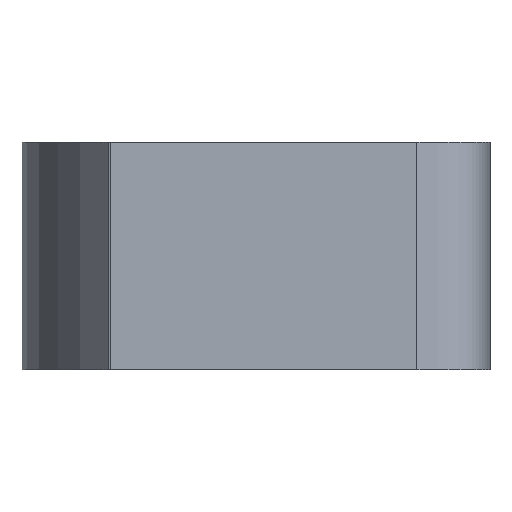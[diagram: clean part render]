
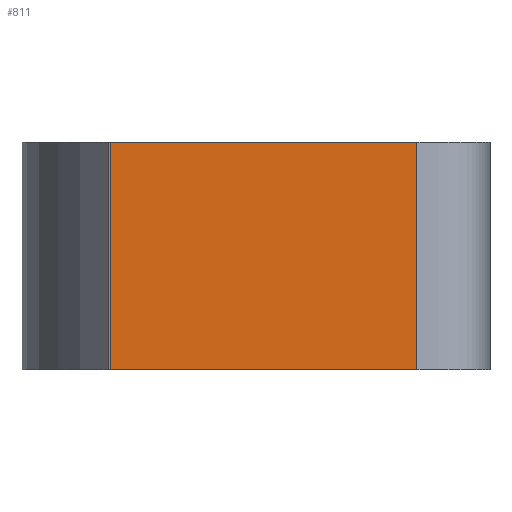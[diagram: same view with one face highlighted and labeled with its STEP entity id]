
A CAD part, left-side view. The second image highlights one B-rep face of the part: STEP entity #811.
In plain terms, the highlighted planar face has unit normal (-1, 0, 0).
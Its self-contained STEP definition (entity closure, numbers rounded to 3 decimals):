
#294=PLANE('',#1621);
#344=FACE_OUTER_BOUND('',#373,.T.);
#373=EDGE_LOOP('',(#695,#696,#697,#698));
#422=LINE('',#2396,#473);
#423=LINE('',#2398,#474);
#424=LINE('',#2400,#475);
#425=LINE('',#2401,#476);
#473=VECTOR('',#1917,10.);
#474=VECTOR('',#1918,10.);
#475=VECTOR('',#1919,10.);
#476=VECTOR('',#1920,10.);
#528=VERTEX_POINT('',#2394);
#529=VERTEX_POINT('',#2395);
#530=VERTEX_POINT('',#2397);
#531=VERTEX_POINT('',#2399);
#598=EDGE_CURVE('',#528,#529,#422,.T.);
#599=EDGE_CURVE('',#528,#530,#423,.T.);
#600=EDGE_CURVE('',#531,#530,#424,.T.);
#601=EDGE_CURVE('',#529,#531,#425,.T.);
#695=ORIENTED_EDGE('',*,*,#598,.F.);
#696=ORIENTED_EDGE('',*,*,#599,.T.);
#697=ORIENTED_EDGE('',*,*,#600,.F.);
#698=ORIENTED_EDGE('',*,*,#601,.F.);
#811=ADVANCED_FACE('',(#344),#294,.T.);
#1621=AXIS2_PLACEMENT_3D('',#2393,#1915,#1916);
#1915=DIRECTION('center_axis',(-1.,0.,0.));
#1916=DIRECTION('ref_axis',(0.,-1.,0.));
#1917=DIRECTION('',(0.,1.,0.));
#1918=DIRECTION('',(0.,0.,1.));
#1919=DIRECTION('',(0.,-1.,0.));
#1920=DIRECTION('',(0.,0.,1.));
#2393=CARTESIAN_POINT('Origin',(-435.,279.095,0.));
#2394=CARTESIAN_POINT('',(-435.,50.,0.));
#2395=CARTESIAN_POINT('',(-435.,279.095,0.));
#2396=CARTESIAN_POINT('',(-435.,50.,0.));
#2397=CARTESIAN_POINT('',(-435.,50.,170.));
#2398=CARTESIAN_POINT('',(-435.,50.,0.));
#2399=CARTESIAN_POINT('',(-435.,279.095,170.));
#2400=CARTESIAN_POINT('',(-435.,50.,170.));
#2401=CARTESIAN_POINT('',(-435.,279.095,0.));
